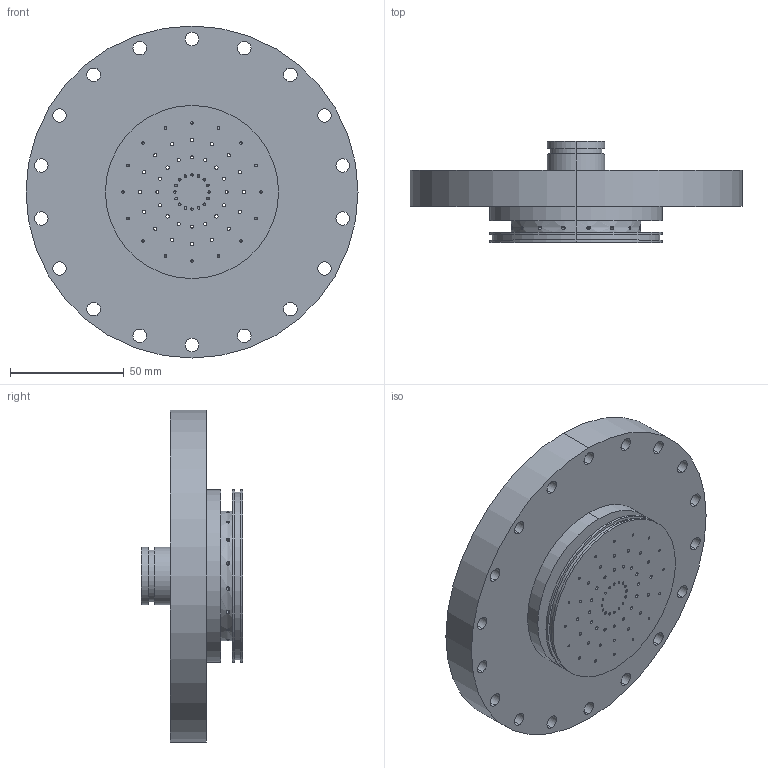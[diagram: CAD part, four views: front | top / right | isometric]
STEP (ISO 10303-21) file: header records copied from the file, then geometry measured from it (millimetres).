
FILE_DESCRIPTION (( 'STEP AP214' ), '1' );
FILE_NAME ('InjectorV2.STEP', '2022-01-09T23:41:49', ( '' ), ( '' ), 'SwSTEP 2.0', 'SolidWorks 2021', '' );
FILE_SCHEMA (( 'AUTOMOTIVE_DESIGN' ));
Length unit declared in the file: inch
Products named in the file (1): InjectorV2
Bounding box: 146.05 x 44.45 x 146.05 mm (x, y, z)
Volume: 248606.7 mm3; surface area: 66077 mm2
Topology: 1 solids, 1 shells, 249 faces, 692 edges, 460 vertices
Faces by surface type: cylinder 228, plane 17, cone 4
Entity records: 9262 total; most frequent: CARTESIAN_POINT 2682, ORIENTED_EDGE 1384, DIRECTION 1268, EDGE_CURVE 692, AXIS2_PLACEMENT_3D 518, EDGE_LOOP 460, VERTEX_POINT 460, CIRCLE 268
